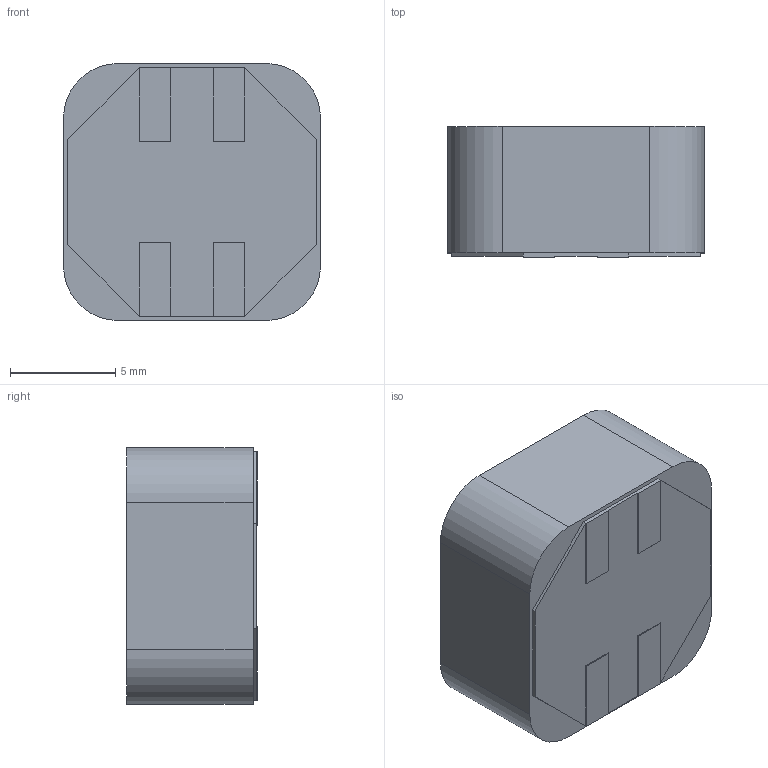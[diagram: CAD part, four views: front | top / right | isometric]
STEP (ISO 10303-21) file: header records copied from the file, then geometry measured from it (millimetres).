
FILE_DESCRIPTION (( 'STEP AP214' ), '1' );
FILE_NAME ('Coilcraft-MSD1260-DEFAULT.STEP', '2010-12-01T10:49:56', ( 'sysAdmin' ), ( 'SolidWorks' ), 'SwSTEP 2.0', 'SolidWorks 2011', '' );
FILE_SCHEMA (( 'AUTOMOTIVE_DESIGN' ));
Length unit declared in the file: millimetre
Products named in the file (1): Coilcraft-MSD1260-DEFAULT
Bounding box: 12.2 x 6.2 x 12.2 mm (x, y, z)
Volume: 876 mm3; surface area: 624.7 mm2
Topology: 1 solids, 1 shells, 267 faces, 746 edges, 496 vertices
Faces by surface type: bspline 177, plane 80, cylinder 10
Entity records: 12593 total; most frequent: CARTESIAN_POINT 3963, ORIENTED_EDGE 1492, EDGE_CURVE 746, DIRECTION 594, VERTEX_POINT 496, VECTOR 372, LINE 372, B_SPLINE_CURVE_WITH_KNOTS 354
